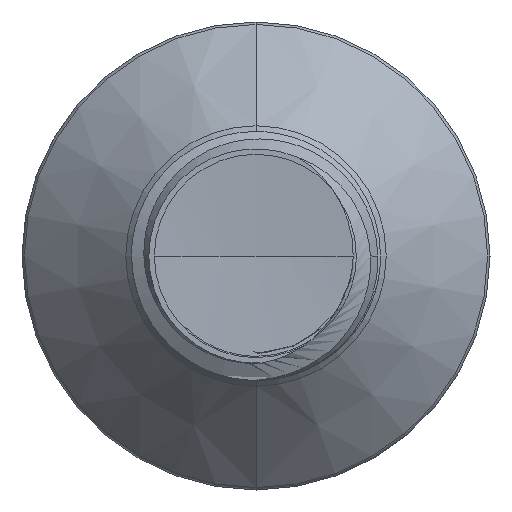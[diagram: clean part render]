
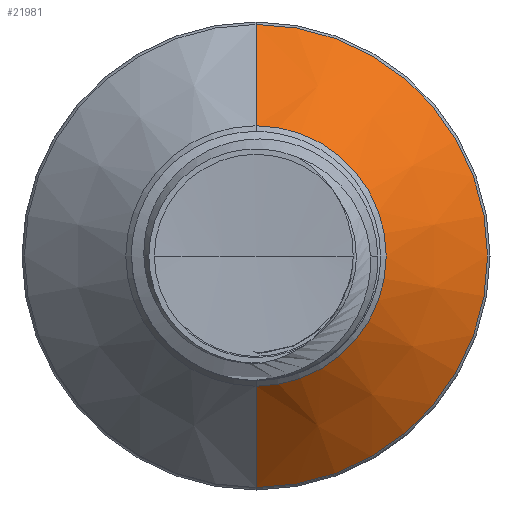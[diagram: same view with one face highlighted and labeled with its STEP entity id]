
A CAD part, front view. The second image highlights one B-rep face of the part: STEP entity #21981.
In plain terms, the highlighted conical face has half-angle 45 degrees and reference radius 1.308 mm.
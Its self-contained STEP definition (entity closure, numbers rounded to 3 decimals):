
#659 = ORIENTED_EDGE ( 'NONE', *, *, #8003, .T. ) ;
#950 = LINE ( 'NONE', #11907, #12549 ) ;
#1192 = CARTESIAN_POINT ( 'NONE',  ( 0., 11.955, 0. ) ) ;
#3533 = DIRECTION ( 'NONE',  ( 0., 0., 1. ) ) ;
#3988 = AXIS2_PLACEMENT_3D ( 'NONE', #24062, #10191, #26394 ) ;
#5019 = CARTESIAN_POINT ( 'NONE',  ( 0., 11.955, -1.308 ) ) ;
#5235 = CARTESIAN_POINT ( 'NONE',  ( 0., 12.972, 2.325 ) ) ;
#5287 = DIRECTION ( 'NONE',  ( 0., 1., 0. ) ) ;
#5527 = EDGE_CURVE ( 'NONE', #19907, #20559, #950, .T. ) ;
#7718 = CIRCLE ( 'NONE', #3988, 2.325 ) ;
#8003 = EDGE_CURVE ( 'NONE', #16293, #27245, #17257, .T. ) ;
#10191 = DIRECTION ( 'NONE',  ( 0., 1., 0. ) ) ;
#10267 = EDGE_CURVE ( 'NONE', #19907, #16293, #28502, .T. ) ;
#10598 = AXIS2_PLACEMENT_3D ( 'NONE', #14616, #5287, #19290 ) ;
#10817 = CARTESIAN_POINT ( 'NONE',  ( 0., 11.955, 1.308 ) ) ;
#11287 = FACE_OUTER_BOUND ( 'NONE', #22908, .T. ) ;
#11907 = CARTESIAN_POINT ( 'NONE',  ( 0., 11.955, 1.308 ) ) ;
#12549 = VECTOR ( 'NONE', #18639, 1000. ) ;
#13667 = DIRECTION ( 'NONE',  ( 0., 0.707, -0.707 ) ) ;
#14337 = CARTESIAN_POINT ( 'NONE',  ( 0., 12.972, -2.325 ) ) ;
#14616 = CARTESIAN_POINT ( 'NONE',  ( 0., 11.955, 0. ) ) ;
#15463 = ORIENTED_EDGE ( 'NONE', *, *, #5527, .F. ) ;
#16293 = VERTEX_POINT ( 'NONE', #5019 ) ;
#17257 = LINE ( 'NONE', #18258, #28840 ) ;
#17423 = DIRECTION ( 'NONE',  ( 0., 1., 0. ) ) ;
#18258 = CARTESIAN_POINT ( 'NONE',  ( 0., 11.955, -1.308 ) ) ;
#18639 = DIRECTION ( 'NONE',  ( 0., 0.707, 0.707 ) ) ;
#19290 = DIRECTION ( 'NONE',  ( 0., 0., 1. ) ) ;
#19907 = VERTEX_POINT ( 'NONE', #10817 ) ;
#20559 = VERTEX_POINT ( 'NONE', #5235 ) ;
#20733 = EDGE_CURVE ( 'NONE', #20559, #27245, #7718, .T. ) ;
#21145 = ORIENTED_EDGE ( 'NONE', *, *, #10267, .T. ) ;
#21981 = ADVANCED_FACE ( 'NONE', ( #11287 ), #28358, .T. ) ;
#22908 = EDGE_LOOP ( 'NONE', ( #21145, #659, #24955, #15463 ) ) ;
#24062 = CARTESIAN_POINT ( 'NONE',  ( 0., 12.972, 0. ) ) ;
#24955 = ORIENTED_EDGE ( 'NONE', *, *, #20733, .F. ) ;
#25311 = AXIS2_PLACEMENT_3D ( 'NONE', #1192, #17423, #3533 ) ;
#26394 = DIRECTION ( 'NONE',  ( 0., 0., 1. ) ) ;
#27245 = VERTEX_POINT ( 'NONE', #14337 ) ;
#28358 = CONICAL_SURFACE ( 'NONE', #10598, 1.308, 0.785 ) ;
#28502 = CIRCLE ( 'NONE', #25311, 1.308 ) ;
#28840 = VECTOR ( 'NONE', #13667, 1000. ) ;
